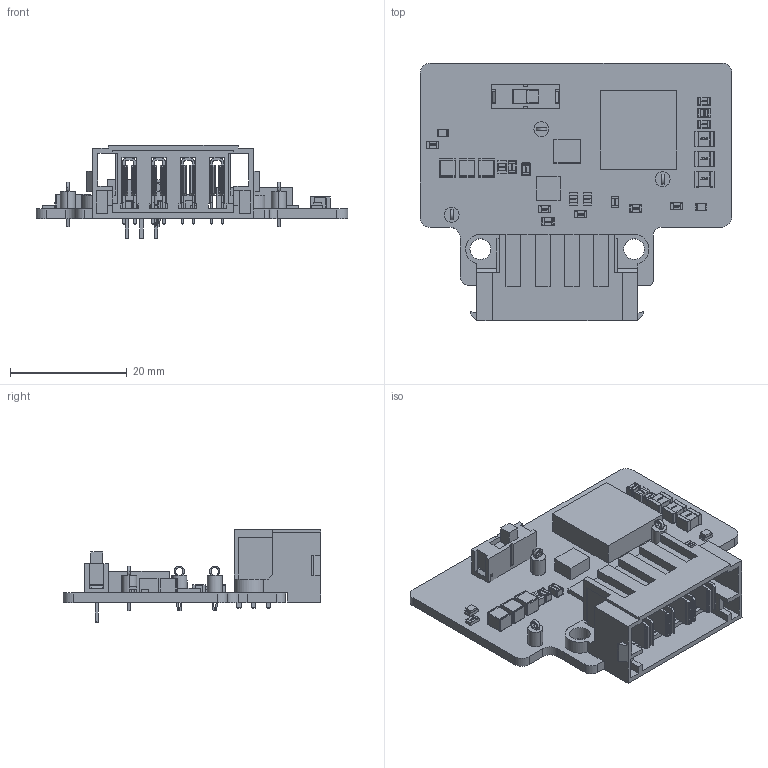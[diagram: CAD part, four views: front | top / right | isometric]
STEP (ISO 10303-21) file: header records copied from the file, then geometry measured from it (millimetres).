
FILE_DESCRIPTION(('Open CASCADE Model'),'2;1');
FILE_NAME('Open CASCADE Shape Model','2023-09-30T11:17:16',('Author'),( 'Open CASCADE'),'Open CASCADE STEP processor 6.8','Open CASCADE 6.8' ,'Unknown');
FILE_SCHEMA(('AUTOMOTIVE_DESIGN { 1 0 10303 214 1 1 1 1 }'));
Length unit declared in the file: millimetre
Products named in the file (68): PCB; Board; Open CASCADE STEP translator 6.8 2.1.1; R5; 0805_resistor; +17V; everlight-17-21-0805LED-GREEN; R4; C6; c0805c100jdgactu; Open CASCADE STEP translator 6.8 2.5.1.1; Open CASCADE STEP translator 6.8 2.5.1.2; Open CASCADE STEP translator 6.8 2.5.1.3; Open CASCADE STEP translator 6.8 2.5.1.4; C4; TPLVbat; User_Library-Test_Point_Keystone_-_5002_WHITE; 1; 2; C15; C14; CAP0805; Open CASCADE STEP translator 6.8 2.9.1.1; Open CASCADE STEP translator 6.8 2.9.1.2; Open CASCADE STEP translator 6.8 2.9.1.3; Open CASCADE STEP translator 6.8 2.9.1.4; Open CASCADE STEP translator 6.8 2.9.1.5; Open CASCADE STEP translator 6.8 2.9.1.6; C7; C10; C9; C8; U1; 6989153392; Extruded; TPL; TPgnd; S1; EG1218; R6 ...
Assembly tree (85 placements, depth 4):
  PCB
    Board
      Open CASCADE STEP translator 6.8 2.1.1
    R5
      0805_resistor
    +17V
      everlight-17-21-0805LED-GREEN
    R4
      0805_resistor
    C6
      c0805c100jdgactu
        Open CASCADE STEP translator 6.8 2.5.1.1
        Open CASCADE STEP translator 6.8 2.5.1.2
        Open CASCADE STEP translator 6.8 2.5.1.3
        Open CASCADE STEP translator 6.8 2.5.1.4
    C4
      c0805c100jdgactu
        Open CASCADE STEP translator 6.8 2.5.1.1
        Open CASCADE STEP translator 6.8 2.5.1.2
        Open CASCADE STEP translator 6.8 2.5.1.3
        Open CASCADE STEP translator 6.8 2.5.1.4
    TPLVbat
      User_Library-Test_Point_Keystone_-_5002_WHITE
        1
        2
    C15
      c0805c100jdgactu
        Open CASCADE STEP translator 6.8 2.5.1.1
        Open CASCADE STEP translator 6.8 2.5.1.2
        Open CASCADE STEP translator 6.8 2.5.1.3
        Open CASCADE STEP translator 6.8 2.5.1.4
    C14
      CAP0805
        Open CASCADE STEP translator 6.8 2.9.1.1
        Open CASCADE STEP translator 6.8 2.9.1.2
        Open CASCADE STEP translator 6.8 2.9.1.3
        Open CASCADE STEP translator 6.8 2.9.1.4
        Open CASCADE STEP translator 6.8 2.9.1.5
        Open CASCADE STEP translator 6.8 2.9.1.6
    C7
      CAP0805
        Open CASCADE STEP translator 6.8 2.9.1.1
        Open CASCADE STEP translator 6.8 2.9.1.2
        Open CASCADE STEP translator 6.8 2.9.1.3
        Open CASCADE STEP translator 6.8 2.9.1.4
        Open CASCADE STEP translator 6.8 2.9.1.5
        Open CASCADE STEP translator 6.8 2.9.1.6
    C10
      CAP0805
        Open CASCADE STEP translator 6.8 2.9.1.1
        Open CASCADE STEP translator 6.8 2.9.1.2
        Open CASCADE STEP translator 6.8 2.9.1.3
        Open CASCADE STEP translator 6.8 2.9.1.4
        Open CASCADE STEP translator 6.8 2.9.1.5
        Open CASCADE STEP translator 6.8 2.9.1.6
    C9
      c0805c100jdgactu
        Open CASCADE STEP translator 6.8 2.5.1.1
        Open CASCADE STEP translator 6.8 2.5.1.2
        Open CASCADE STEP translator 6.8 2.5.1.3
Bounding box: 53.33 x 44.08 x 15.99 mm (x, y, z)
Volume: 6053.1 mm3; surface area: 11166.5 mm2
Topology: 106 solids, 106 shells, 3551 faces, 9026 edges, 5474 vertices
Faces by surface type: plane 2151, cylinder 834, bspline 270, sphere 256, torus 40
Full cylindrical faces by diameter (mm): 1 x3, 1.02 x3, 1.04 x24, 3.56 x4
Entity records: 54105 total; most frequent: CARTESIAN_POINT 11380, ORIENTED_EDGE 7874, DIRECTION 7527, EDGE_CURVE 3937, LINE 3137, VECTOR 3137, VERTEX_POINT 2492, AXIS2_PLACEMENT_3D 2195
